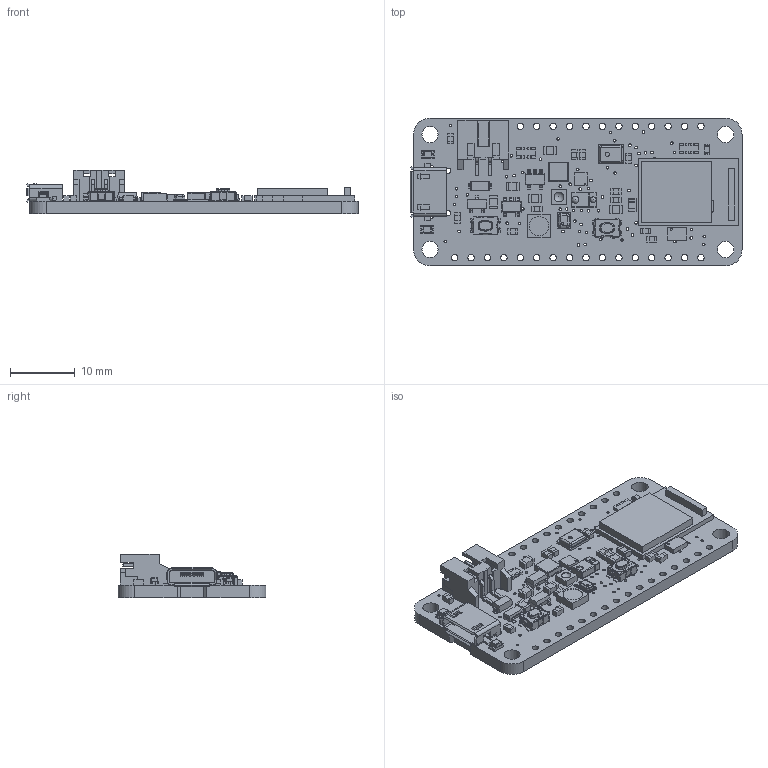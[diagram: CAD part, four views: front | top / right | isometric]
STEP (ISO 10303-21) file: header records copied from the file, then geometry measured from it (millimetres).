
FILE_DESCRIPTION(/* description */ (''),/* implementation_level */ '2;1');
FILE_NAME(/* name */ 'Feather nRF52840 Sense.step',/* time_stamp */ '2020-03-25T15:41:00-04:00',/* author */ (''),/* organization */ (''),/* preprocessor_version */ 'ST-DEVELOPER v18',/* originating_system */ 'Autodesk Translation Framework v8.12.0.6',/* authorisation */ '');
FILE_SCHEMA (('AUTOMOTIVE_DESIGN { 1 0 10303 214 3 1 1 }'));
Products named in the file (24): Adafruit Feather nRF52840 Sense; PCB Component; Board; KMR2; AP2112(3.3V); RED; 4u20329; MBR054; DMG2305; BLUE; MDBT50; GD25Q16; WS2812B3535; 2.2K; 10uF; DNP; 4.7K; LSM6DS33; LIS3MDL; APDS-9960; SHT30; MIC_PDM; BMP280; CON_JST_PH_2PIN_MTPH2
Assembly tree (41 placements, depth 3):
  Adafruit Feather nRF52840 Sense
    PCB Component
      Board
      KMR2  x2
      AP2112(3.3V)  x2
      RED  x2
      4u20329
      MBR054
      DMG2305
      BLUE
      MDBT50
      GD25Q16
      WS2812B3535
      2.2K  x11
      10uF  x5
      DNP
      4.7K  x2
      LSM6DS33
      LIS3MDL
      APDS-9960
      SHT30
      MIC_PDM
      BMP280
      CON_JST_PH_2PIN_MTPH2
Bounding box: 51.35 x 22.86 x 6.79 mm (x, y, z)
Volume: 2737.8 mm3; surface area: 5135.5 mm2
Topology: 99 solids, 99 shells, 2656 faces, 7073 edges, 4572 vertices
Faces by surface type: plane 1994, cylinder 547, bspline 52, sphere 35, torus 16, cone 12
Full cylindrical faces by diameter (mm): 0.2 x2, 0.3 x2, 0.394 x102, 0.65 x1, 0.7 x2, 0.8 x2, 0.9 x1, 1 x28, 1.1 x1, 1.5 x1, 2.5 x2, 2.54 x2, 3 x1
Entity records: 65183 total; most frequent: CARTESIAN_POINT 12489, ORIENTED_EDGE 10578, DIRECTION 10242, EDGE_CURVE 5289, LINE 4324, VECTOR 4324, VERTEX_POINT 3430, AXIS2_PLACEMENT_3D 2959
